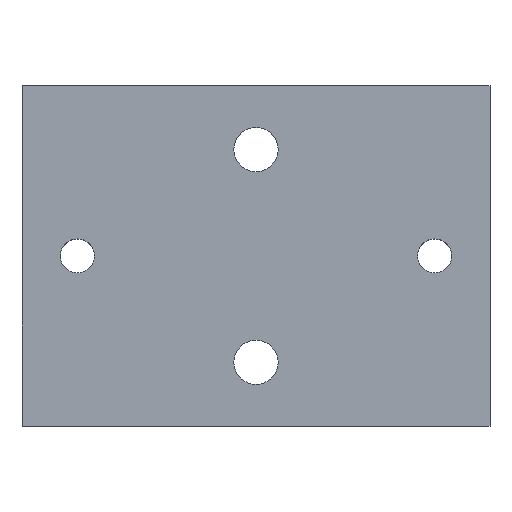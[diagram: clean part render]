
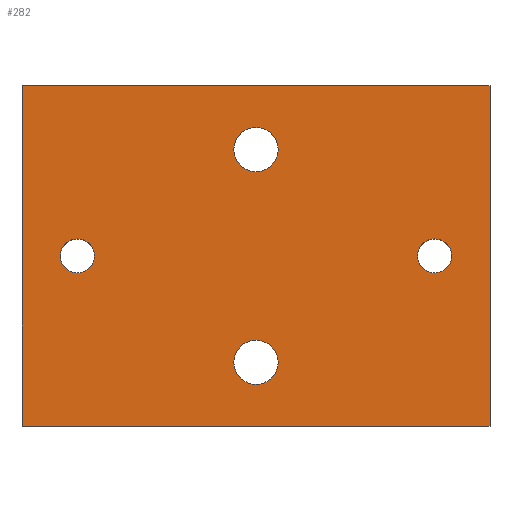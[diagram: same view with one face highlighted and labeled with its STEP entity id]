
A CAD part, top view. The second image highlights one B-rep face of the part: STEP entity #282.
In plain terms, the highlighted planar face has unit normal (0, 0, 1).
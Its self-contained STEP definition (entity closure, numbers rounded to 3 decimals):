
#23=FACE_BOUND('',#67,.T.);
#24=FACE_BOUND('',#68,.T.);
#25=FACE_BOUND('',#69,.T.);
#26=FACE_BOUND('',#70,.T.);
#31=CIRCLE('',#317,2.6);
#32=CIRCLE('',#319,2.6);
#33=CIRCLE('',#321,2.);
#34=CIRCLE('',#323,2.);
#48=FACE_OUTER_BOUND('',#66,.T.);
#66=EDGE_LOOP('',(#251,#252,#253,#254));
#67=EDGE_LOOP('',(#255));
#68=EDGE_LOOP('',(#256));
#69=EDGE_LOOP('',(#257));
#70=EDGE_LOOP('',(#258));
#88=LINE('',#448,#116);
#95=LINE('',#469,#123);
#96=LINE('',#472,#124);
#98=LINE('',#475,#126);
#116=VECTOR('',#367,10.);
#123=VECTOR('',#392,10.);
#124=VECTOR('',#395,10.);
#126=VECTOR('',#399,10.);
#143=VERTEX_POINT('',#445);
#144=VERTEX_POINT('',#447);
#145=VERTEX_POINT('',#451);
#146=VERTEX_POINT('',#455);
#147=VERTEX_POINT('',#459);
#148=VERTEX_POINT('',#463);
#149=VERTEX_POINT('',#467);
#150=VERTEX_POINT('',#471);
#172=EDGE_CURVE('',#144,#143,#88,.T.);
#175=EDGE_CURVE('',#145,#145,#31,.T.);
#177=EDGE_CURVE('',#146,#146,#32,.T.);
#179=EDGE_CURVE('',#147,#147,#33,.T.);
#181=EDGE_CURVE('',#148,#148,#34,.T.);
#183=EDGE_CURVE('',#143,#149,#95,.T.);
#184=EDGE_CURVE('',#150,#144,#96,.T.);
#186=EDGE_CURVE('',#149,#150,#98,.T.);
#251=ORIENTED_EDGE('',*,*,#186,.T.);
#252=ORIENTED_EDGE('',*,*,#184,.T.);
#253=ORIENTED_EDGE('',*,*,#172,.T.);
#254=ORIENTED_EDGE('',*,*,#183,.T.);
#255=ORIENTED_EDGE('',*,*,#181,.T.);
#256=ORIENTED_EDGE('',*,*,#179,.T.);
#257=ORIENTED_EDGE('',*,*,#177,.T.);
#258=ORIENTED_EDGE('',*,*,#175,.T.);
#268=PLANE('',#327);
#282=ADVANCED_FACE('',(#48,#23,#24,#25,#26),#268,.T.);
#317=AXIS2_PLACEMENT_3D('',#453,#372,#373);
#319=AXIS2_PLACEMENT_3D('',#457,#377,#378);
#321=AXIS2_PLACEMENT_3D('',#461,#382,#383);
#323=AXIS2_PLACEMENT_3D('',#465,#387,#388);
#327=AXIS2_PLACEMENT_3D('',#476,#400,#401);
#367=DIRECTION('',(-1.,0.,0.));
#372=DIRECTION('center_axis',(0.,0.,-1.));
#373=DIRECTION('ref_axis',(-1.,0.,0.));
#377=DIRECTION('center_axis',(0.,0.,-1.));
#378=DIRECTION('ref_axis',(-1.,0.,0.));
#382=DIRECTION('center_axis',(0.,0.,-1.));
#383=DIRECTION('ref_axis',(-1.,0.,0.));
#387=DIRECTION('center_axis',(0.,0.,-1.));
#388=DIRECTION('ref_axis',(-1.,0.,0.));
#392=DIRECTION('',(0.,-1.,0.));
#395=DIRECTION('',(0.,1.,0.));
#399=DIRECTION('',(1.,0.,0.));
#400=DIRECTION('center_axis',(0.,0.,1.));
#401=DIRECTION('ref_axis',(1.,0.,0.));
#445=CARTESIAN_POINT('',(-27.5,20.,10.));
#447=CARTESIAN_POINT('',(27.5,20.,10.));
#448=CARTESIAN_POINT('',(27.5,20.,10.));
#451=CARTESIAN_POINT('',(2.6,-12.5,10.));
#453=CARTESIAN_POINT('Origin',(0.,-12.5,10.));
#455=CARTESIAN_POINT('',(2.6,12.5,10.));
#457=CARTESIAN_POINT('Origin',(0.,12.5,10.));
#459=CARTESIAN_POINT('',(23.,0.,10.));
#461=CARTESIAN_POINT('Origin',(21.,0.,10.));
#463=CARTESIAN_POINT('',(-19.,0.,10.));
#465=CARTESIAN_POINT('Origin',(-21.,0.,10.));
#467=CARTESIAN_POINT('',(-27.5,-20.,10.));
#469=CARTESIAN_POINT('',(-27.5,20.,10.));
#471=CARTESIAN_POINT('',(27.5,-20.,10.));
#472=CARTESIAN_POINT('',(27.5,-20.,10.));
#475=CARTESIAN_POINT('',(-27.5,-20.,10.));
#476=CARTESIAN_POINT('Origin',(0.,0.,
10.));
